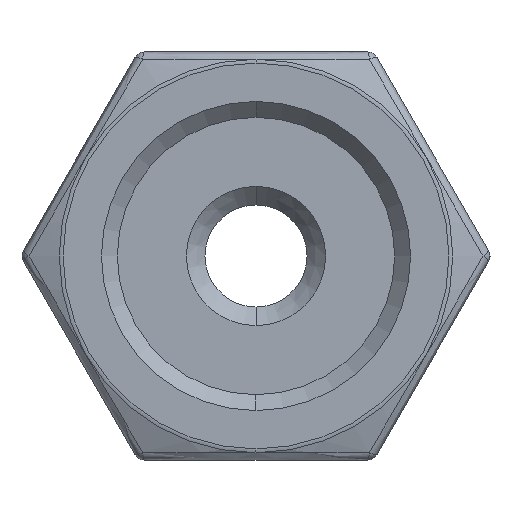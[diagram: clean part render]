
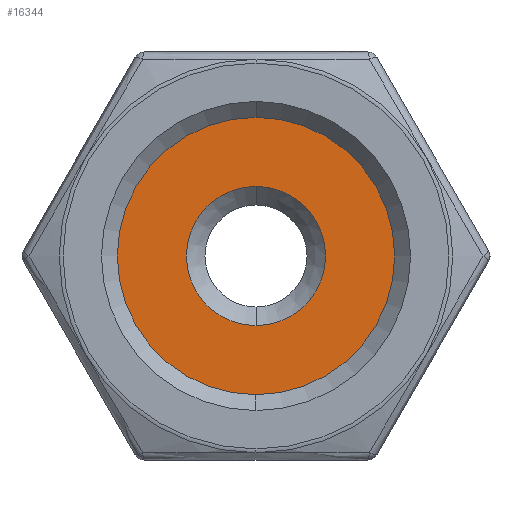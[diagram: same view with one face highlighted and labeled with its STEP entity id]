
A CAD part, left-side view. The second image highlights one B-rep face of the part: STEP entity #16344.
In plain terms, the highlighted planar face has unit normal (-1, 0, 0).
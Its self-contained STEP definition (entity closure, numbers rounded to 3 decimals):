
#185 = EDGE_CURVE ( 'NONE', #2080, #12094, #5215, .T. ) ;
#778 = CARTESIAN_POINT ( 'NONE',  ( -39., 7.47, 0. ) ) ;
#807 = AXIS2_PLACEMENT_3D ( 'NONE', #1693, #3379, #6488 ) ;
#1693 = CARTESIAN_POINT ( 'NONE',  ( -39., 0., 0. ) ) ;
#2080 = VERTEX_POINT ( 'NONE', #15734 ) ;
#2178 = CARTESIAN_POINT ( 'NONE',  ( -39., 0., 0. ) ) ;
#3379 = DIRECTION ( 'NONE',  ( 1., 0., 0. ) ) ;
#4678 = ORIENTED_EDGE ( 'NONE', *, *, #9912, .F. ) ;
#5215 = CIRCLE ( 'NONE', #807, 3.75 ) ;
#5593 = ORIENTED_EDGE ( 'NONE', *, *, #17618, .T. ) ;
#6124 = AXIS2_PLACEMENT_3D ( 'NONE', #778, #6858, #8383 ) ;
#6488 = DIRECTION ( 'NONE',  ( 0., 0., 1. ) ) ;
#6858 = DIRECTION ( 'NONE',  ( -1., 0., 0. ) ) ;
#6962 = CARTESIAN_POINT ( 'NONE',  ( -39., 0., 3.75 ) ) ;
#7804 = EDGE_CURVE ( 'NONE', #13077, #14399, #8909, .T. ) ;
#7949 = CARTESIAN_POINT ( 'NONE',  ( -39., 0., 0. ) ) ;
#8383 = DIRECTION ( 'NONE',  ( 0., 0., 1. ) ) ;
#8654 = FACE_BOUND ( 'NONE', #16169, .T. ) ;
#8909 = CIRCLE ( 'NONE', #16543, 7.47 ) ;
#9763 = DIRECTION ( 'NONE',  ( 0., 0., -1. ) ) ;
#9912 = EDGE_CURVE ( 'NONE', #14399, #13077, #15982, .T. ) ;
#9964 = DIRECTION ( 'NONE',  ( 1., 0., 0. ) ) ;
#10187 = EDGE_LOOP ( 'NONE', ( #4678, #13379 ) ) ;
#10978 = DIRECTION ( 'NONE',  ( 1., 0., 0. ) ) ;
#11045 = FACE_OUTER_BOUND ( 'NONE', #10187, .T. ) ;
#11188 = DIRECTION ( 'NONE',  ( 0., 0., 1. ) ) ;
#12094 = VERTEX_POINT ( 'NONE', #6962 ) ;
#12920 = CARTESIAN_POINT ( 'NONE',  ( -39., 0., -7.47 ) ) ;
#13077 = VERTEX_POINT ( 'NONE', #15353 ) ;
#13326 = PLANE ( 'NONE',  #6124 ) ;
#13379 = ORIENTED_EDGE ( 'NONE', *, *, #7804, .F. ) ;
#14334 = ORIENTED_EDGE ( 'NONE', *, *, #185, .T. ) ;
#14399 = VERTEX_POINT ( 'NONE', #12920 ) ;
#15353 = CARTESIAN_POINT ( 'NONE',  ( -39., 0., 7.47 ) ) ;
#15734 = CARTESIAN_POINT ( 'NONE',  ( -39., 0., -3.75 ) ) ;
#15911 = AXIS2_PLACEMENT_3D ( 'NONE', #7949, #10978, #11188 ) ;
#15982 = CIRCLE ( 'NONE', #16823, 7.47 ) ;
#16169 = EDGE_LOOP ( 'NONE', ( #5593, #14334 ) ) ;
#16344 = ADVANCED_FACE ( 'NONE', ( #8654, #11045 ), #13326, .T. ) ;
#16543 = AXIS2_PLACEMENT_3D ( 'NONE', #19322, #17778, #17980 ) ;
#16823 = AXIS2_PLACEMENT_3D ( 'NONE', #2178, #9964, #9763 ) ;
#17618 = EDGE_CURVE ( 'NONE', #12094, #2080, #18007, .T. ) ;
#17778 = DIRECTION ( 'NONE',  ( 1., 0., 0. ) ) ;
#17980 = DIRECTION ( 'NONE',  ( 0., 0., -1. ) ) ;
#18007 = CIRCLE ( 'NONE', #15911, 3.75 ) ;
#19322 = CARTESIAN_POINT ( 'NONE',  ( -39., 0., 0. ) ) ;
